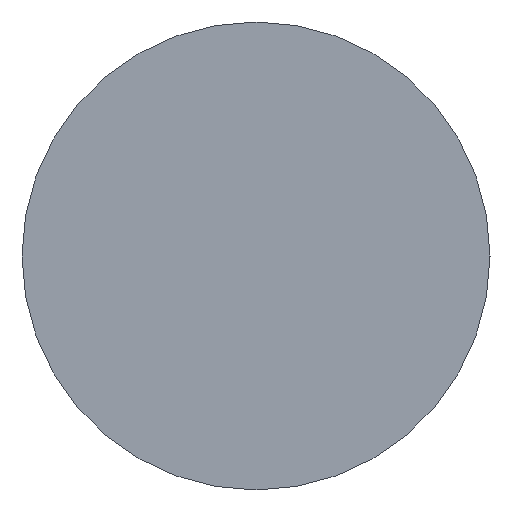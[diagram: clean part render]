
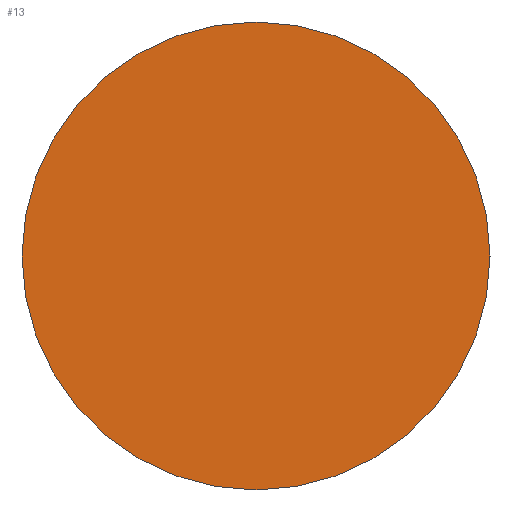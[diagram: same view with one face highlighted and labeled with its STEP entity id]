
A CAD part, left-side view. The second image highlights one B-rep face of the part: STEP entity #13.
In plain terms, the highlighted planar face has unit normal (-1, 0, 0).
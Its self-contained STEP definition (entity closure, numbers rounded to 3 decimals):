
#9 = CARTESIAN_POINT ( 'NONE',  ( 434.966, 64.003, -5. ) ) ;
#12 = DIRECTION ( 'NONE',  ( 0., 0., 1. ) ) ;
#13 = ADVANCED_FACE ( 'NONE', ( #32 ), #146, .F. ) ;
#20 = CARTESIAN_POINT ( 'NONE',  ( 434.966, 64.003, 0. ) ) ;
#25 = AXIS2_PLACEMENT_3D ( 'NONE', #20, #66, #157 ) ;
#32 = FACE_OUTER_BOUND ( 'NONE', #76, .T. ) ;
#56 = DIRECTION ( 'NONE',  ( 0., 0., 1. ) ) ;
#57 = CARTESIAN_POINT ( 'NONE',  ( 434.966, 64.003, 0. ) ) ;
#66 = DIRECTION ( 'NONE',  ( 1., 0., 0. ) ) ;
#72 = DIRECTION ( 'NONE',  ( -1., 0., 0. ) ) ;
#75 = AXIS2_PLACEMENT_3D ( 'NONE', #57, #126, #56 ) ;
#76 = EDGE_LOOP ( 'NONE', ( #168, #117 ) ) ;
#83 = CARTESIAN_POINT ( 'NONE',  ( 434.966, 64.003, 5. ) ) ;
#89 = VERTEX_POINT ( 'NONE', #9 ) ;
#94 = EDGE_CURVE ( 'NONE', #89, #151, #97, .T. ) ;
#95 = CIRCLE ( 'NONE', #148, 5. ) ;
#97 = CIRCLE ( 'NONE', #75, 5. ) ;
#117 = ORIENTED_EDGE ( 'NONE', *, *, #94, .T. ) ;
#126 = DIRECTION ( 'NONE',  ( -1., 0., 0. ) ) ;
#146 = PLANE ( 'NONE',  #25 ) ;
#148 = AXIS2_PLACEMENT_3D ( 'NONE', #179, #72, #12 ) ;
#151 = VERTEX_POINT ( 'NONE', #83 ) ;
#157 = DIRECTION ( 'NONE',  ( 0., 0., -1. ) ) ;
#168 = ORIENTED_EDGE ( 'NONE', *, *, #173, .T. ) ;
#173 = EDGE_CURVE ( 'NONE', #151, #89, #95, .T. ) ;
#179 = CARTESIAN_POINT ( 'NONE',  ( 434.966, 64.003, 0. ) ) ;
